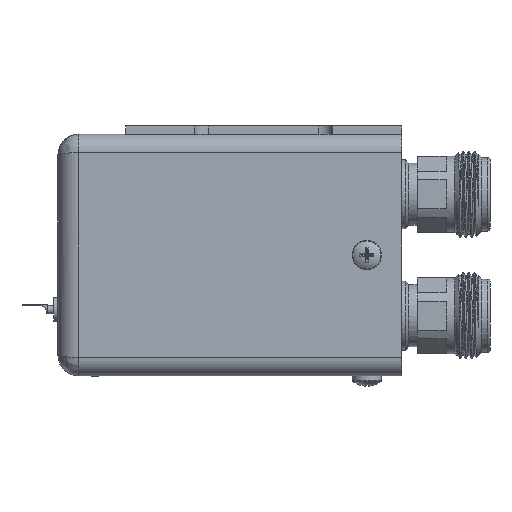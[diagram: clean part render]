
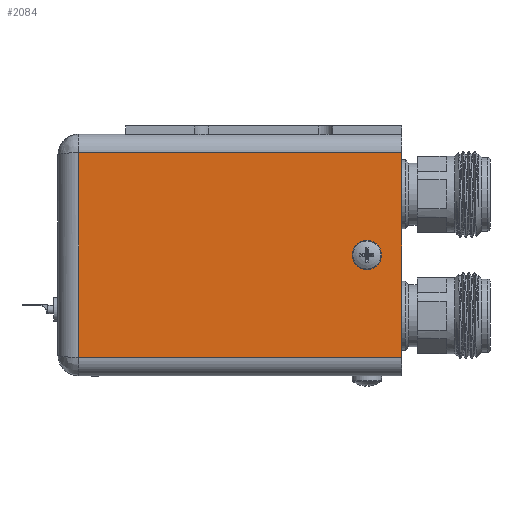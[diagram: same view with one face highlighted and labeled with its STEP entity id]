
A CAD part, left-side view. The second image highlights one B-rep face of the part: STEP entity #2084.
In plain terms, the highlighted planar face has unit normal (-1, 0, 0).
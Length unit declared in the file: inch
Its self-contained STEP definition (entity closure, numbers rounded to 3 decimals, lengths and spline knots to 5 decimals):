
#107 = CARTESIAN_POINT ( 'NONE',  ( -0.875, 0., 0.741 ) ) ;
#263 = DIRECTION ( 'NONE',  ( 0., 1., 0. ) ) ;
#409 = CARTESIAN_POINT ( 'NONE',  ( -0.875, 2.49, 0.875 ) ) ;
#724 = VERTEX_POINT ( 'NONE', #14174 ) ;
#984 = DIRECTION ( 'NONE',  ( 0., 1., 0. ) ) ;
#1237 = LINE ( 'NONE', #5043, #4728 ) ;
#1312 = DIRECTION ( 'NONE',  ( 0., 0., -1. ) ) ;
#1324 = ORIENTED_EDGE ( 'NONE', *, *, #2014, .F. ) ;
#1660 = ORIENTED_EDGE ( 'NONE', *, *, #4799, .T. ) ;
#1817 = EDGE_CURVE ( 'NONE', #5700, #13893, #1237, .T. ) ;
#1886 = EDGE_CURVE ( 'NONE', #13893, #724, #12431, .T. ) ;
#1900 = AXIS2_PLACEMENT_3D ( 'NONE', #3096, #14388, #10572 ) ;
#2014 = EDGE_CURVE ( 'NONE', #5933, #6209, #13042, .T. ) ;
#2084 = ADVANCED_FACE ( 'NONE', ( #8933, #5284 ), #6568, .F. ) ;
#2415 = EDGE_CURVE ( 'NONE', #724, #7987, #7127, .T. ) ;
#2691 = CARTESIAN_POINT ( 'NONE',  ( -0.875, 0.252, 0. ) ) ;
#3096 = CARTESIAN_POINT ( 'NONE',  ( -0.875, 0.252, 0. ) ) ;
#3323 = EDGE_LOOP ( 'NONE', ( #1324, #9852 ) ) ;
#3745 = CARTESIAN_POINT ( 'NONE',  ( -0.875, 2.34, -0.875 ) ) ;
#4728 = VECTOR ( 'NONE', #984, 39.37008 ) ;
#4761 = VECTOR ( 'NONE', #14689, 39.37008 ) ;
#4799 = EDGE_CURVE ( 'NONE', #7987, #5700, #13618, .T. ) ;
#4869 = CARTESIAN_POINT ( 'NONE',  ( -0.875, 2.49, -0.741 ) ) ;
#5043 = CARTESIAN_POINT ( 'NONE',  ( -0.875, 2.49, 0.741 ) ) ;
#5284 = FACE_OUTER_BOUND ( 'NONE', #9477, .T. ) ;
#5700 = VERTEX_POINT ( 'NONE', #107 ) ;
#5933 = VERTEX_POINT ( 'NONE', #9824 ) ;
#6209 = VERTEX_POINT ( 'NONE', #8769 ) ;
#6568 = PLANE ( 'NONE',  #7860 ) ;
#7127 = LINE ( 'NONE', #4869, #15936 ) ;
#7327 = CIRCLE ( 'NONE', #1900, 0.0675 ) ;
#7860 = AXIS2_PLACEMENT_3D ( 'NONE', #409, #10228, #263 ) ;
#7987 = VERTEX_POINT ( 'NONE', #11352 ) ;
#8769 = CARTESIAN_POINT ( 'NONE',  ( -0.875, 0.252, -0.0675 ) ) ;
#8933 = FACE_BOUND ( 'NONE', #3323, .T. ) ;
#9020 = ORIENTED_EDGE ( 'NONE', *, *, #1817, .T. ) ;
#9477 = EDGE_LOOP ( 'NONE', ( #11797, #11301, #1660, #9020 ) ) ;
#9813 = CARTESIAN_POINT ( 'NONE',  ( -0.875, 2.34, 0.741 ) ) ;
#9824 = CARTESIAN_POINT ( 'NONE',  ( -0.875, 0.252, 0.0675 ) ) ;
#9852 = ORIENTED_EDGE ( 'NONE', *, *, #13931, .F. ) ;
#10228 = DIRECTION ( 'NONE',  ( 1., 0., 0. ) ) ;
#10572 = DIRECTION ( 'NONE',  ( 0., 0., 1. ) ) ;
#11097 = CARTESIAN_POINT ( 'NONE',  ( -0.875, 0., 0.875 ) ) ;
#11301 = ORIENTED_EDGE ( 'NONE', *, *, #2415, .T. ) ;
#11352 = CARTESIAN_POINT ( 'NONE',  ( -0.875, 0., -0.741 ) ) ;
#11797 = ORIENTED_EDGE ( 'NONE', *, *, #1886, .T. ) ;
#12089 = DIRECTION ( 'NONE',  ( 0., -1., 0. ) ) ;
#12431 = LINE ( 'NONE', #3745, #12524 ) ;
#12524 = VECTOR ( 'NONE', #1312, 39.37008 ) ;
#12542 = AXIS2_PLACEMENT_3D ( 'NONE', #2691, #13818, #12751 ) ;
#12751 = DIRECTION ( 'NONE',  ( 0., 0., 1. ) ) ;
#13042 = CIRCLE ( 'NONE', #12542, 0.0675 ) ;
#13618 = LINE ( 'NONE', #11097, #4761 ) ;
#13818 = DIRECTION ( 'NONE',  ( -1., 0., 0. ) ) ;
#13893 = VERTEX_POINT ( 'NONE', #9813 ) ;
#13931 = EDGE_CURVE ( 'NONE', #6209, #5933, #7327, .T. ) ;
#14174 = CARTESIAN_POINT ( 'NONE',  ( -0.875, 2.34, -0.741 ) ) ;
#14388 = DIRECTION ( 'NONE',  ( -1., 0., 0. ) ) ;
#14689 = DIRECTION ( 'NONE',  ( 0., 0., 1. ) ) ;
#15936 = VECTOR ( 'NONE', #12089, 39.37008 ) ;
